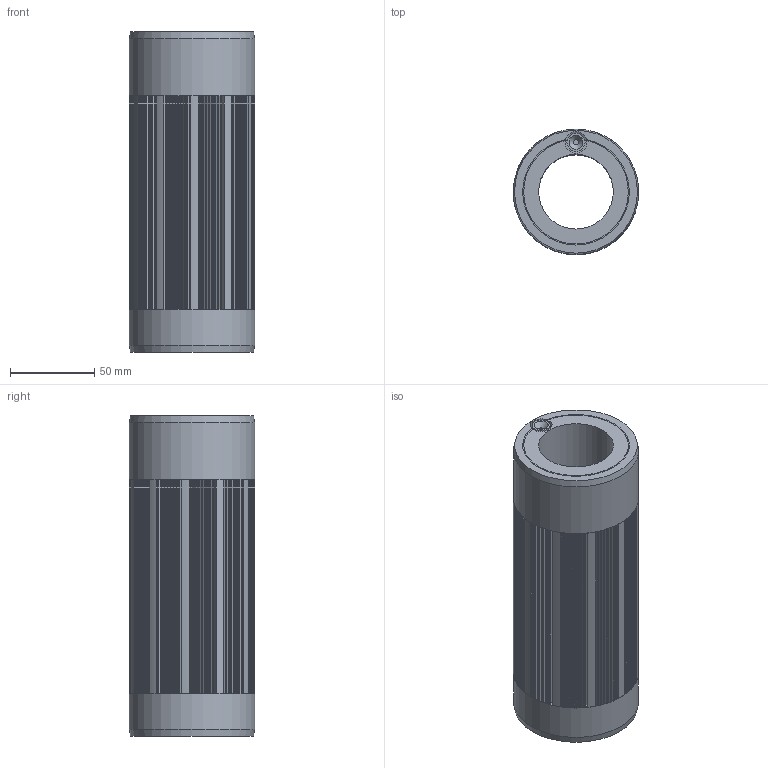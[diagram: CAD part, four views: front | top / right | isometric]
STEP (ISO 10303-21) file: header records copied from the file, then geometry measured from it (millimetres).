
FILE_DESCRIPTION(/* description */ (''),/* implementation_level */ '2;1');
FILE_NAME(/* name */ '27609-115D COR LOK B2 PTV CUSTOMER DWG .stp',/* time_stamp */ '2017-06-08T10:54:38-04:00',/* author */ ('mtrusz'),/* organization */ ('CONVERTER ACCESSORY CORPORATION WIND GAP, PA 18091'),/* preprocessor_version */ 'ST-DEVELOPER v16.5',/* originating_system */ 'Autodesk Inventor 2017',/* authorisation */ '');
FILE_SCHEMA (('AUTOMOTIVE_DESIGN { 1 0 10303 214 3 1 1 }'));
Length unit declared in the file: inch
Products named in the file (6): 27609-115D COR LOK B2 PTV CUSTOMER DWG ; 27609-116B COR LOK B2 BODY CUSTOMER DWG.; 33455-17B CUSTOMER DWG; 27609-45 CUSTOMER DWG; 27609-01D CUSTOMER MODEL; 27609-28D CUSTOMER DWG
Assembly tree (15 placements, depth 2):
  27609-115D COR LOK B2 PTV CUSTOMER DWG 
    27609-116B COR LOK B2 BODY CUSTOMER DWG.
    33455-17B CUSTOMER DWG
    27609-45 CUSTOMER DWG
    27609-01D CUSTOMER MODEL
    27609-28D CUSTOMER DWG  x11
Bounding box: 74.63 x 74.62 x 190.5 mm (x, y, z)
Volume: 580249.1 mm3; surface area: 189154.3 mm2
Topology: 15 solids, 15 shells, 452 faces, 1265 edges, 843 vertices
Faces by surface type: plane 405, cylinder 43, cone 4
Full cylindrical faces by diameter (mm): 3.048 x1, 10.77 x1, 44.45 x2, 62.23 x1, 63.5 x1, 74.549 x2
Entity records: 2027 total; most frequent: CARTESIAN_POINT 339, DIRECTION 335, ORIENTED_EDGE 280, EDGE_CURVE 140, AXIS2_PLACEMENT_3D 113, LINE 109, VECTOR 109, VERTEX_POINT 99
